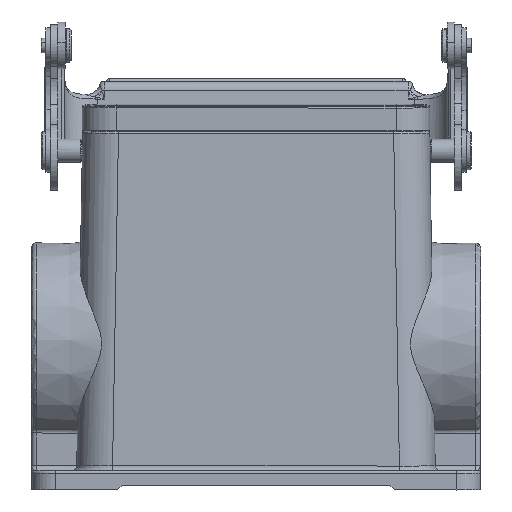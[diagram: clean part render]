
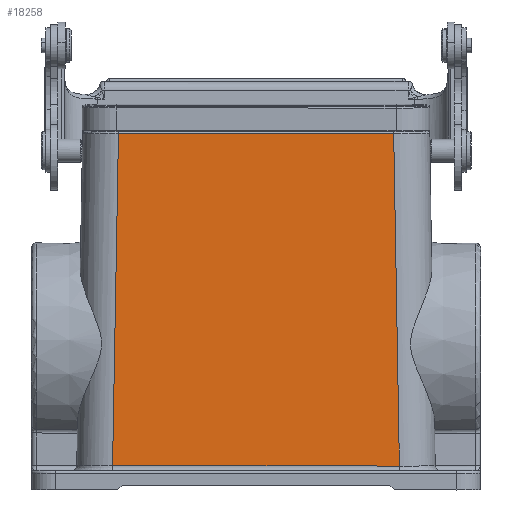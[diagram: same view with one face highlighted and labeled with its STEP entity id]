
A CAD part, top view. The second image highlights one B-rep face of the part: STEP entity #18258.
In plain terms, the highlighted planar face has unit normal (0, 0.009, 1).
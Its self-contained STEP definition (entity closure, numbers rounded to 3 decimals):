
#2120=DIRECTION('',(0.017,-1.,0.009));
#2121=VECTOR('',#2120,69.547);
#2122=CARTESIAN_POINT('',(75.819,51.278,0.004));
#2123=LINE('',#2122,#2121);
#2124=DIRECTION('',(0.018,1.,-0.009));
#2125=VECTOR('',#2124,69.547);
#2126=CARTESIAN_POINT('',(16.964,-18.238,
0.611));
#2127=LINE('',#2126,#2125);
#4568=DIRECTION('',(-1.,0.,0.));
#4569=VECTOR('',#4568,57.619);
#4570=CARTESIAN_POINT('',(75.819,51.278,0.004));
#4571=LINE('',#4570,#4569);
#5415=DIRECTION('',(1.,0.,0.));
#5416=VECTOR('',#5415,60.047);
#5417=CARTESIAN_POINT('',(16.964,-18.238,
0.611));
#5418=LINE('',#5417,#5416);
#13872=CARTESIAN_POINT('',(16.964,-18.238,
0.611));
#13873=CARTESIAN_POINT('',(18.199,51.295,
0.004));
#13874=VERTEX_POINT('',#13872);
#13875=VERTEX_POINT('',#13873);
#13879=CARTESIAN_POINT('',(75.819,51.278,
0.004));
#13880=CARTESIAN_POINT('',(77.011,-18.257,
0.611));
#13881=VERTEX_POINT('',#13879);
#13882=VERTEX_POINT('',#13880);
#18244=CARTESIAN_POINT('',(46.998,16.519,
0.308));
#18245=DIRECTION('',(0.,0.009,1.));
#18246=DIRECTION('',(0.,-1.,0.009));
#18247=AXIS2_PLACEMENT_3D('',#18244,#18245,#18246);
#18248=PLANE('',#18247);
#18250=ORIENTED_EDGE('',*,*,#18249,.T.);
#18252=ORIENTED_EDGE('',*,*,#18251,.F.);
#18253=ORIENTED_EDGE('',*,*,#18230,.T.);
#18255=ORIENTED_EDGE('',*,*,#18254,.F.);
#18256=EDGE_LOOP('',(#18250,#18252,#18253,#18255));
#18257=FACE_OUTER_BOUND('',#18256,.F.);
#18230=EDGE_CURVE('',#13874,#13875,#2127,.T.);
#18249=EDGE_CURVE('',#13881,#13882,#2123,.T.);
#18251=EDGE_CURVE('',#13874,#13882,#5418,.T.);
#18254=EDGE_CURVE('',#13881,#13875,#4571,.T.);
#18258=ADVANCED_FACE('',(#18257),#18248,.T.);
